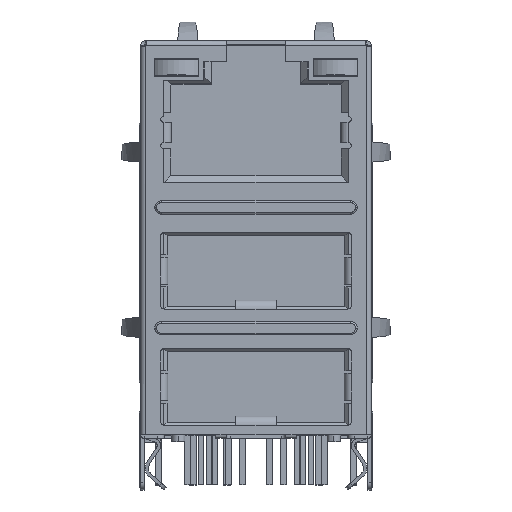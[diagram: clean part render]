
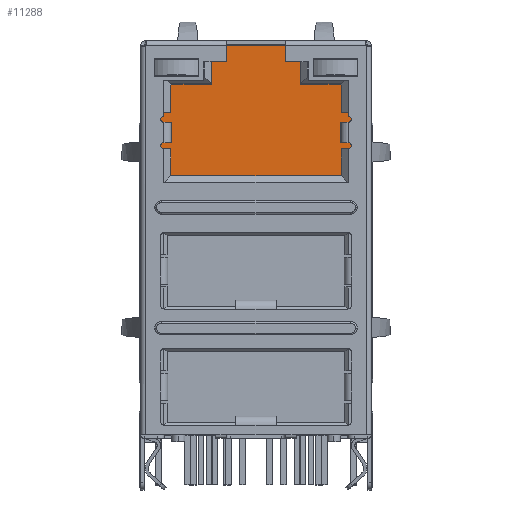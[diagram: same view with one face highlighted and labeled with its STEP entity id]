
A CAD part, top view. The second image highlights one B-rep face of the part: STEP entity #11288.
In plain terms, the highlighted planar face has unit normal (0, 0, 1).
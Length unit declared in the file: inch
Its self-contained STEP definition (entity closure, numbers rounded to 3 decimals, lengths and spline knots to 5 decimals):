
#147 = EDGE_CURVE ( 'NONE', #7120, #3344, #20840, .T. ) ;
#301 = VECTOR ( 'NONE', #16400, 39.37008 ) ;
#447 = ORIENTED_EDGE ( 'NONE', *, *, #14115, .T. ) ;
#1008 = DIRECTION ( 'NONE',  ( -1., 0., 0. ) ) ;
#1148 = DIRECTION ( 'NONE',  ( -1., 0., 0. ) ) ;
#1463 = LINE ( 'NONE', #11550, #6965 ) ;
#1549 = VECTOR ( 'NONE', #15547, 39.37008 ) ;
#1590 = CARTESIAN_POINT ( 'NONE',  ( -0.12958, 0.57516, -0.40354 ) ) ;
#1689 = VECTOR ( 'NONE', #1148, 39.37008 ) ;
#1724 = VERTEX_POINT ( 'NONE', #17422 ) ;
#1746 = ORIENTED_EDGE ( 'NONE', *, *, #147, .T. ) ;
#1749 = DIRECTION ( 'NONE',  ( -1., 0., 0. ) ) ;
#3012 = DIRECTION ( 'NONE',  ( 0., 1., 0. ) ) ;
#3296 = FACE_OUTER_BOUND ( 'NONE', #20089, .T. ) ;
#3338 = VERTEX_POINT ( 'NONE', #4093 ) ;
#3344 = VERTEX_POINT ( 'NONE', #15158 ) ;
#3460 = EDGE_CURVE ( 'NONE', #13408, #5334, #16581, .T. ) ;
#3927 = DIRECTION ( 'NONE',  ( 0., 0., -1. ) ) ;
#4093 = CARTESIAN_POINT ( 'NONE',  ( -0.24886, 0.3764, -0.40354 ) ) ;
#4489 = DIRECTION ( 'NONE',  ( 1., 0., 0. ) ) ;
#4593 = CARTESIAN_POINT ( 'NONE',  ( 0.24886, 0.3764, -0.40354 ) ) ;
#4741 = CARTESIAN_POINT ( 'NONE',  ( 0.28997, 0.2699, -0.40354 ) ) ;
#5193 = CARTESIAN_POINT ( 'NONE',  ( -0.24886, 0.3764, -0.40354 ) ) ;
#5334 = VERTEX_POINT ( 'NONE', #18829 ) ;
#5882 = VECTOR ( 'NONE', #17311, 39.37008 ) ;
#6501 = VECTOR ( 'NONE', #1008, 39.37008 ) ;
#6635 = CARTESIAN_POINT ( 'NONE',  ( 0.24886, 0.45861, -0.40354 ) ) ;
#6675 = VECTOR ( 'NONE', #19361, 39.37008 ) ;
#6754 = CARTESIAN_POINT ( 'NONE',  ( 0.12958, 0.57516, -0.40354 ) ) ;
#6965 = VECTOR ( 'NONE', #20452, 39.37008 ) ;
#7029 = VERTEX_POINT ( 'NONE', #24700 ) ;
#7120 = VERTEX_POINT ( 'NONE', #25458 ) ;
#7169 = EDGE_CURVE ( 'NONE', #7302, #27656, #22353, .T. ) ;
#7302 = VERTEX_POINT ( 'NONE', #1590 ) ;
#7315 = VERTEX_POINT ( 'NONE', #25849 ) ;
#7590 = ORIENTED_EDGE ( 'NONE', *, *, #12690, .T. ) ;
#7601 = VECTOR ( 'NONE', #3012, 39.37008 ) ;
#7977 = ORIENTED_EDGE ( 'NONE', *, *, #15692, .T. ) ;
#8424 = CARTESIAN_POINT ( 'NONE',  ( -0.24886, 0.19116, -0.40354 ) ) ;
#8828 = CARTESIAN_POINT ( 'NONE',  ( 0.24886, 0.2699, -0.40354 ) ) ;
#9134 = VERTEX_POINT ( 'NONE', #19915 ) ;
#9756 = PLANE ( 'NONE',  #21465 ) ;
#9909 = EDGE_CURVE ( 'NONE', #5334, #25593, #13640, .T. ) ;
#10019 = VECTOR ( 'NONE', #24725, 39.37008 ) ;
#10095 = CARTESIAN_POINT ( 'NONE',  ( -0.32666, 0.57516, -0.40354 ) ) ;
#10189 = DIRECTION ( 'NONE',  ( 0., -1., 0. ) ) ;
#10737 = VERTEX_POINT ( 'NONE', #13007 ) ;
#11288 = ADVANCED_FACE ( 'NONE', ( #3296 ), #9756, .F. ) ;
#11550 = CARTESIAN_POINT ( 'NONE',  ( 0.12958, 0.45861, -0.40354 ) ) ;
#11742 = EDGE_CURVE ( 'NONE', #26019, #7315, #22722, .T. ) ;
#11767 = LINE ( 'NONE', #24104, #22372 ) ;
#11881 = LINE ( 'NONE', #10095, #301 ) ;
#12060 = VECTOR ( 'NONE', #15580, 39.37008 ) ;
#12121 = ORIENTED_EDGE ( 'NONE', *, *, #14584, .T. ) ;
#12154 = CARTESIAN_POINT ( 'NONE',  ( 0.28997, 0.2699, -0.40354 ) ) ;
#12255 = VECTOR ( 'NONE', #4489, 39.37008 ) ;
#12597 = ORIENTED_EDGE ( 'NONE', *, *, #7169, .T. ) ;
#12690 = EDGE_CURVE ( 'NONE', #27656, #9134, #11767, .T. ) ;
#13007 = CARTESIAN_POINT ( 'NONE',  ( -0.24886, 0.2699, -0.40354 ) ) ;
#13090 = ORIENTED_EDGE ( 'NONE', *, *, #27808, .T. ) ;
#13197 = DIRECTION ( 'NONE',  ( -1., 0., 0. ) ) ;
#13205 = EDGE_CURVE ( 'NONE', #25593, #7029, #27807, .T. ) ;
#13408 = VERTEX_POINT ( 'NONE', #12154 ) ;
#13640 = LINE ( 'NONE', #27290, #1689 ) ;
#14115 = EDGE_CURVE ( 'NONE', #15171, #19460, #28086, .T. ) ;
#14486 = VECTOR ( 'NONE', #21844, 39.37008 ) ;
#14584 = EDGE_CURVE ( 'NONE', #3344, #1724, #23283, .T. ) ;
#14815 = CARTESIAN_POINT ( 'NONE',  ( 0., 0., -0.40354 ) ) ;
#15158 = CARTESIAN_POINT ( 'NONE',  ( 0.24886, 0.19116, -0.40354 ) ) ;
#15171 = VERTEX_POINT ( 'NONE', #24065 ) ;
#15451 = CARTESIAN_POINT ( 'NONE',  ( -0.24886, 0.45861, -0.40354 ) ) ;
#15547 = DIRECTION ( 'NONE',  ( 0., 1., 0. ) ) ;
#15580 = DIRECTION ( 'NONE',  ( 0., 1., 0. ) ) ;
#15692 = EDGE_CURVE ( 'NONE', #1724, #13408, #25605, .T. ) ;
#15863 = LINE ( 'NONE', #15451, #14486 ) ;
#15937 = CARTESIAN_POINT ( 'NONE',  ( -0.28997, 0.2699, -0.40354 ) ) ;
#16131 = CARTESIAN_POINT ( 'NONE',  ( -0.28997, 0.3764, -0.40354 ) ) ;
#16276 = ORIENTED_EDGE ( 'NONE', *, *, #3460, .T. ) ;
#16400 = DIRECTION ( 'NONE',  ( 1., 0., 0. ) ) ;
#16581 = LINE ( 'NONE', #24244, #1549 ) ;
#16716 = ORIENTED_EDGE ( 'NONE', *, *, #25055, .T. ) ;
#16780 = ORIENTED_EDGE ( 'NONE', *, *, #25701, .T. ) ;
#16863 = EDGE_CURVE ( 'NONE', #7302, #19460, #11881, .T. ) ;
#16877 = ORIENTED_EDGE ( 'NONE', *, *, #9909, .T. ) ;
#17311 = DIRECTION ( 'NONE',  ( 0., 1., 0. ) ) ;
#17422 = CARTESIAN_POINT ( 'NONE',  ( 0.24886, 0.2699, -0.40354 ) ) ;
#18330 = DIRECTION ( 'NONE',  ( 0., -1., 0. ) ) ;
#18829 = CARTESIAN_POINT ( 'NONE',  ( 0.28997, 0.3764, -0.40354 ) ) ;
#19004 = VECTOR ( 'NONE', #18330, 39.37008 ) ;
#19115 = VECTOR ( 'NONE', #24418, 39.37008 ) ;
#19361 = DIRECTION ( 'NONE',  ( 0., -1., 0. ) ) ;
#19460 = VERTEX_POINT ( 'NONE', #6754 ) ;
#19697 = ORIENTED_EDGE ( 'NONE', *, *, #25871, .T. ) ;
#19915 = CARTESIAN_POINT ( 'NONE',  ( -0.24886, 0.45861, -0.40354 ) ) ;
#20089 = EDGE_LOOP ( 'NONE', ( #12597, #7590, #16716, #13090, #27377, #16780, #19697, #1746, #12121, #7977, #16276, #16877, #22922, #26255, #447, #21260 ) ) ;
#20452 = DIRECTION ( 'NONE',  ( -1., 0., 0. ) ) ;
#20840 = LINE ( 'NONE', #8424, #12255 ) ;
#21260 = ORIENTED_EDGE ( 'NONE', *, *, #16863, .F. ) ;
#21465 = AXIS2_PLACEMENT_3D ( 'NONE', #14815, #3927, #1749 ) ;
#21610 = VECTOR ( 'NONE', #10189, 39.37008 ) ;
#21844 = DIRECTION ( 'NONE',  ( 0., -1., 0. ) ) ;
#22353 = LINE ( 'NONE', #27453, #6675 ) ;
#22372 = VECTOR ( 'NONE', #13197, 39.37008 ) ;
#22722 = LINE ( 'NONE', #16131, #19004 ) ;
#22922 = ORIENTED_EDGE ( 'NONE', *, *, #13205, .T. ) ;
#23273 = CARTESIAN_POINT ( 'NONE',  ( -0.24886, 0.2699, -0.40354 ) ) ;
#23283 = LINE ( 'NONE', #8828, #5882 ) ;
#23718 = EDGE_CURVE ( 'NONE', #7029, #15171, #1463, .T. ) ;
#23847 = CARTESIAN_POINT ( 'NONE',  ( -0.28997, 0.3764, -0.40354 ) ) ;
#24065 = CARTESIAN_POINT ( 'NONE',  ( 0.12958, 0.45861, -0.40354 ) ) ;
#24104 = CARTESIAN_POINT ( 'NONE',  ( -0.12958, 0.45861, -0.40354 ) ) ;
#24244 = CARTESIAN_POINT ( 'NONE',  ( 0.28997, 0.3764, -0.40354 ) ) ;
#24418 = DIRECTION ( 'NONE',  ( 1., 0., 0. ) ) ;
#24595 = CARTESIAN_POINT ( 'NONE',  ( 0.12958, 0.6088, -0.40354 ) ) ;
#24678 = CARTESIAN_POINT ( 'NONE',  ( -0.12958, 0.45861, -0.40354 ) ) ;
#24700 = CARTESIAN_POINT ( 'NONE',  ( 0.24886, 0.45861, -0.40354 ) ) ;
#24725 = DIRECTION ( 'NONE',  ( 1., 0., 0. ) ) ;
#25055 = EDGE_CURVE ( 'NONE', #9134, #3338, #15863, .T. ) ;
#25458 = CARTESIAN_POINT ( 'NONE',  ( -0.24886, 0.19116, -0.40354 ) ) ;
#25593 = VERTEX_POINT ( 'NONE', #4593 ) ;
#25605 = LINE ( 'NONE', #4741, #19115 ) ;
#25701 = EDGE_CURVE ( 'NONE', #7315, #10737, #27443, .T. ) ;
#25849 = CARTESIAN_POINT ( 'NONE',  ( -0.28997, 0.2699, -0.40354 ) ) ;
#25871 = EDGE_CURVE ( 'NONE', #10737, #7120, #27413, .T. ) ;
#26019 = VERTEX_POINT ( 'NONE', #23847 ) ;
#26255 = ORIENTED_EDGE ( 'NONE', *, *, #23718, .T. ) ;
#26651 = LINE ( 'NONE', #5193, #6501 ) ;
#27290 = CARTESIAN_POINT ( 'NONE',  ( 0.24886, 0.3764, -0.40354 ) ) ;
#27377 = ORIENTED_EDGE ( 'NONE', *, *, #11742, .T. ) ;
#27413 = LINE ( 'NONE', #23273, #21610 ) ;
#27443 = LINE ( 'NONE', #15937, #10019 ) ;
#27453 = CARTESIAN_POINT ( 'NONE',  ( -0.12958, 0.6088, -0.40354 ) ) ;
#27656 = VERTEX_POINT ( 'NONE', #24678 ) ;
#27807 = LINE ( 'NONE', #6635, #12060 ) ;
#27808 = EDGE_CURVE ( 'NONE', #3338, #26019, #26651, .T. ) ;
#28086 = LINE ( 'NONE', #24595, #7601 ) ;
